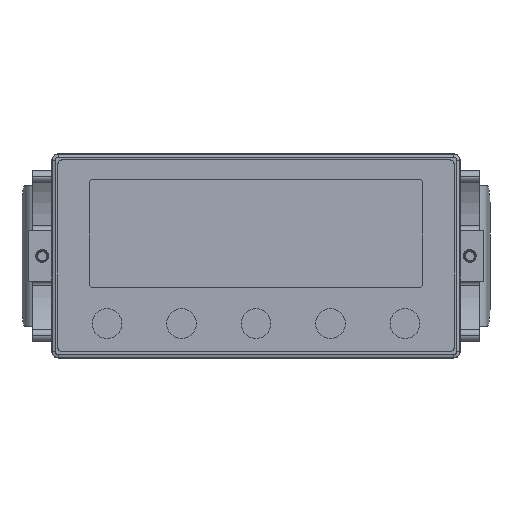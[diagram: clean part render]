
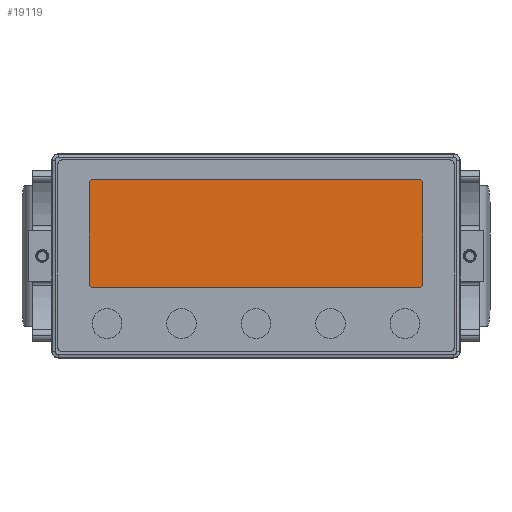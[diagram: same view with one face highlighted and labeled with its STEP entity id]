
A CAD part, top view. The second image highlights one B-rep face of the part: STEP entity #19119.
In plain terms, the highlighted planar face has unit normal (0, 0, 1).
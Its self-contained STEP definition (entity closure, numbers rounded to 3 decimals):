
#243 = AXIS2_PLACEMENT_3D ( 'NONE', #3674, #3667, #3599 ) ;
#549 = VERTEX_POINT ( 'NONE', #595 ) ;
#595 = CARTESIAN_POINT ( 'NONE',  ( 38.25, 18.02, 3.5 ) ) ;
#915 = ORIENTED_EDGE ( 'NONE', *, *, #28292, .T. ) ;
#956 = DIRECTION ( 'NONE',  ( -1., 0., 0. ) ) ;
#972 = VERTEX_POINT ( 'NONE', #6275 ) ;
#2448 = LINE ( 'NONE', #7888, #4221 ) ;
#3080 = ORIENTED_EDGE ( 'NONE', *, *, #20962, .T. ) ;
#3490 = CARTESIAN_POINT ( 'NONE',  ( -39.25, -6.48, 3.5 ) ) ;
#3599 = DIRECTION ( 'NONE',  ( 1., 0., 0. ) ) ;
#3667 = DIRECTION ( 'NONE',  ( 0., 0., 1. ) ) ;
#3674 = CARTESIAN_POINT ( 'NONE',  ( -38.25, 17.02, 3.5 ) ) ;
#3809 = EDGE_CURVE ( 'NONE', #20697, #972, #18176, .T. ) ;
#4156 = ORIENTED_EDGE ( 'NONE', *, *, #7095, .T. ) ;
#4221 = VECTOR ( 'NONE', #7976, 1000. ) ;
#4290 = CARTESIAN_POINT ( 'NONE',  ( 38.25, -6.48, 3.5 ) ) ;
#4846 = EDGE_CURVE ( 'NONE', #22598, #549, #5574, .T. ) ;
#5574 = CIRCLE ( 'NONE', #18438, 1. ) ;
#5988 = ORIENTED_EDGE ( 'NONE', *, *, #3809, .T. ) ;
#6082 = LINE ( 'NONE', #12775, #23496 ) ;
#6275 = CARTESIAN_POINT ( 'NONE',  ( -39.25, 17.02, 3.5 ) ) ;
#6291 = VERTEX_POINT ( 'NONE', #3490 ) ;
#6751 = DIRECTION ( 'NONE',  ( 0., 0., 1. ) ) ;
#7095 = EDGE_CURVE ( 'NONE', #972, #6291, #17066, .T. ) ;
#7115 = AXIS2_PLACEMENT_3D ( 'NONE', #16205, #16536, #16173 ) ;
#7888 = CARTESIAN_POINT ( 'NONE',  ( -38.25, -7.48, 3.5 ) ) ;
#7976 = DIRECTION ( 'NONE',  ( 1., 0., 0. ) ) ;
#8043 = CARTESIAN_POINT ( 'NONE',  ( -39.25, 17.02, 3.5 ) ) ;
#9429 = CARTESIAN_POINT ( 'NONE',  ( -38.25, 18.02, 3.5 ) ) ;
#9850 = VERTEX_POINT ( 'NONE', #15462 ) ;
#10631 = DIRECTION ( 'NONE',  ( 0., -1., 0. ) ) ;
#12665 = CARTESIAN_POINT ( 'NONE',  ( -38.25, -7.48, 3.5 ) ) ;
#12747 = ORIENTED_EDGE ( 'NONE', *, *, #23675, .T. ) ;
#12775 = CARTESIAN_POINT ( 'NONE',  ( 39.25, 17.02, 3.5 ) ) ;
#13009 = DIRECTION ( 'NONE',  ( 1., 0., 0. ) ) ;
#13043 = DIRECTION ( 'NONE',  ( 0., 0., 1. ) ) ;
#13107 = CARTESIAN_POINT ( 'NONE',  ( -38.25, -6.48, 3.5 ) ) ;
#14951 = EDGE_CURVE ( 'NONE', #6291, #27740, #26155, .T. ) ;
#15274 = FACE_OUTER_BOUND ( 'NONE', #19516, .T. ) ;
#15462 = CARTESIAN_POINT ( 'NONE',  ( 39.25, -6.48, 3.5 ) ) ;
#16173 = DIRECTION ( 'NONE',  ( 1., 0., 0. ) ) ;
#16205 = CARTESIAN_POINT ( 'NONE',  ( -38.25, 17.02, 3.5 ) ) ;
#16255 = PLANE ( 'NONE',  #7115 ) ;
#16271 = ORIENTED_EDGE ( 'NONE', *, *, #14951, .T. ) ;
#16536 = DIRECTION ( 'NONE',  ( 0., 0., 1. ) ) ;
#16817 = VERTEX_POINT ( 'NONE', #23000 ) ;
#17066 = LINE ( 'NONE', #8043, #19052 ) ;
#18176 = CIRCLE ( 'NONE', #243, 1. ) ;
#18438 = AXIS2_PLACEMENT_3D ( 'NONE', #29319, #29288, #29245 ) ;
#19052 = VECTOR ( 'NONE', #10631, 1000. ) ;
#19119 = ADVANCED_FACE ( 'NONE', ( #15274 ), #16255, .T. ) ;
#19420 = LINE ( 'NONE', #23141, #28753 ) ;
#19516 = EDGE_LOOP ( 'NONE', ( #5988, #4156, #16271, #915, #19864, #3080, #25295, #12747 ) ) ;
#19719 = CIRCLE ( 'NONE', #22996, 1. ) ;
#19864 = ORIENTED_EDGE ( 'NONE', *, *, #20396, .T. ) ;
#20344 = CARTESIAN_POINT ( 'NONE',  ( 39.25, 17.02, 3.5 ) ) ;
#20396 = EDGE_CURVE ( 'NONE', #16817, #9850, #19719, .T. ) ;
#20548 = AXIS2_PLACEMENT_3D ( 'NONE', #13107, #13043, #13009 ) ;
#20697 = VERTEX_POINT ( 'NONE', #9429 ) ;
#20962 = EDGE_CURVE ( 'NONE', #9850, #22598, #6082, .T. ) ;
#22598 = VERTEX_POINT ( 'NONE', #20344 ) ;
#22996 = AXIS2_PLACEMENT_3D ( 'NONE', #4290, #6751, #28460 ) ;
#23000 = CARTESIAN_POINT ( 'NONE',  ( 38.25, -7.48, 3.5 ) ) ;
#23141 = CARTESIAN_POINT ( 'NONE',  ( -38.25, 18.02, 3.5 ) ) ;
#23496 = VECTOR ( 'NONE', #29285, 1000. ) ;
#23675 = EDGE_CURVE ( 'NONE', #549, #20697, #19420, .T. ) ;
#25295 = ORIENTED_EDGE ( 'NONE', *, *, #4846, .T. ) ;
#26155 = CIRCLE ( 'NONE', #20548, 1. ) ;
#27740 = VERTEX_POINT ( 'NONE', #12665 ) ;
#28292 = EDGE_CURVE ( 'NONE', #27740, #16817, #2448, .T. ) ;
#28460 = DIRECTION ( 'NONE',  ( 1., 0., 0. ) ) ;
#28753 = VECTOR ( 'NONE', #956, 1000. ) ;
#29245 = DIRECTION ( 'NONE',  ( -1., 0., 0. ) ) ;
#29285 = DIRECTION ( 'NONE',  ( 0., 1., 0. ) ) ;
#29288 = DIRECTION ( 'NONE',  ( 0., 0., 1. ) ) ;
#29319 = CARTESIAN_POINT ( 'NONE',  ( 38.25, 17.02, 3.5 ) ) ;
